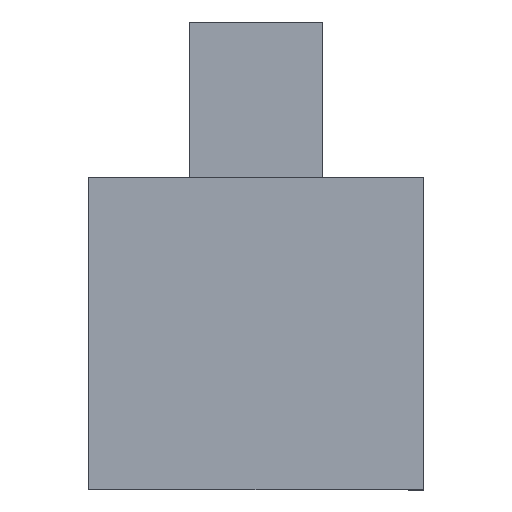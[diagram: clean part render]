
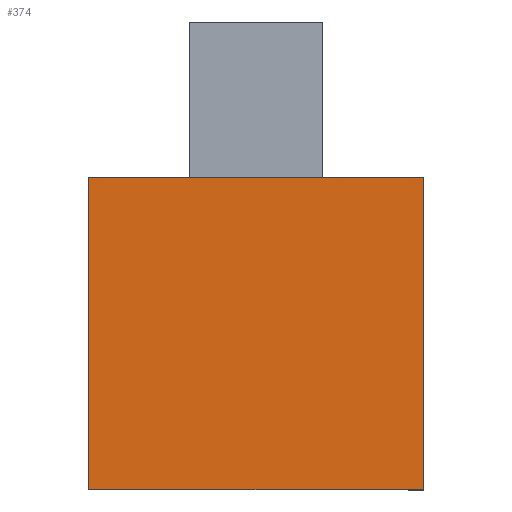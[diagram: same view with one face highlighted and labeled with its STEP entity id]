
A CAD part, left-side view. The second image highlights one B-rep face of the part: STEP entity #374.
In plain terms, the highlighted planar face has unit normal (-1, 0, 0).
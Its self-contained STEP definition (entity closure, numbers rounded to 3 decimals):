
#184 = VERTEX_POINT('',#185);
#185 = CARTESIAN_POINT('',(-4.375,1.875,3.5
    ));
#200 = VERTEX_POINT('',#201);
#201 = CARTESIAN_POINT('',(-4.375,1.875,
    0.));
#207 = EDGE_CURVE('',#200,#184,#208,.T.);
#208 = LINE('',#209,#210);
#209 = CARTESIAN_POINT('',(-4.375,1.875,0.96
    ));
#210 = VECTOR('',#211,1.);
#211 = DIRECTION('',(0.,0.,1.));
#263 = VERTEX_POINT('',#264);
#264 = CARTESIAN_POINT('',(-4.375,-1.875,
    3.5));
#270 = EDGE_CURVE('',#263,#271,#273,.T.);
#271 = VERTEX_POINT('',#272);
#272 = CARTESIAN_POINT('',(-4.375,-1.875,
    0.));
#273 = LINE('',#274,#275);
#274 = CARTESIAN_POINT('',(-4.375,-1.875,
    4.6));
#275 = VECTOR('',#276,1.);
#276 = DIRECTION('',(0.,0.,-1.));
#340 = EDGE_CURVE('',#184,#263,#341,.T.);
#341 = LINE('',#342,#343);
#342 = CARTESIAN_POINT('',(-4.375,-1.875,
    3.5));
#343 = VECTOR('',#344,1.);
#344 = DIRECTION('',(0.,-1.,0.));
#374 = ADVANCED_FACE('',(#375),#386,.T.);
#375 = FACE_BOUND('',#376,.T.);
#376 = EDGE_LOOP('',(#377,#378,#379,#380));
#377 = ORIENTED_EDGE('',*,*,#270,.F.);
#378 = ORIENTED_EDGE('',*,*,#340,.F.);
#379 = ORIENTED_EDGE('',*,*,#207,.F.);
#380 = ORIENTED_EDGE('',*,*,#381,.F.);
#381 = EDGE_CURVE('',#271,#200,#382,.T.);
#382 = LINE('',#383,#384);
#383 = CARTESIAN_POINT('',(-4.375,-1.875,
    0.));
#384 = VECTOR('',#385,1.);
#385 = DIRECTION('',(0.,1.,0.));
#386 = PLANE('',#387);
#387 = AXIS2_PLACEMENT_3D('',#388,#389,#390);
#388 = CARTESIAN_POINT('',(-4.375,-1.875,
    2.6));
#389 = DIRECTION('',(-1.,0.,0.));
#390 = DIRECTION('',(0.,0.,1.));
